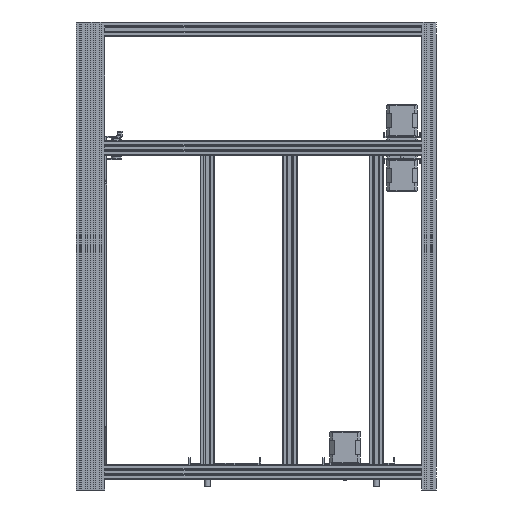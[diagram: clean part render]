
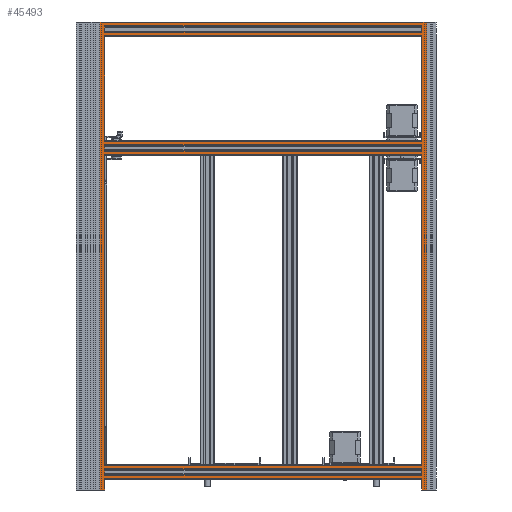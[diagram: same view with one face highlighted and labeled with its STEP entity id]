
A CAD part, left-side view. The second image highlights one B-rep face of the part: STEP entity #45493.
In plain terms, the highlighted planar face has unit normal (-1, 0, 0).
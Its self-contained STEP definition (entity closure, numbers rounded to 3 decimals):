
#369=FACE_BOUND('',#6499,.T.);
#370=FACE_BOUND('',#6500,.T.);
#371=FACE_BOUND('',#6501,.T.);
#372=FACE_BOUND('',#6502,.T.);
#373=FACE_BOUND('',#6503,.T.);
#1766=PLANE('',#49131);
#3923=FACE_OUTER_BOUND('',#6498,.T.);
#6498=EDGE_LOOP('',(#40296,#40297,#40298,#40299,#40300,#40301,#40302,#40303,
#40304,#40305,#40306,#40307));
#6499=EDGE_LOOP('',(#40308,#40309,#40310,#40311));
#6500=EDGE_LOOP('',(#40312,#40313,#40314,#40315));
#6501=EDGE_LOOP('',(#40316,#40317,#40318,#40319));
#6502=EDGE_LOOP('',(#40320,#40321,#40322,#40323));
#6503=EDGE_LOOP('',(#40324,#40325,#40326,#40327));
#8609=LINE('',#66932,#13705);
#9417=LINE('',#69170,#14513);
#9429=LINE('',#69207,#14525);
#9431=LINE('',#69213,#14527);
#9449=LINE('',#69273,#14545);
#9455=LINE('',#69293,#14551);
#9655=LINE('',#69778,#14751);
#9665=LINE('',#69811,#14761);
#9792=LINE('',#70059,#14888);
#10660=LINE('',#72165,#15756);
#10666=LINE('',#72175,#15762);
#10689=LINE('',#72232,#15785);
#10690=LINE('',#72237,#15786);
#10733=LINE('',#72340,#15829);
#10741=LINE('',#72360,#15837);
#10742=LINE('',#72362,#15838);
#11208=LINE('',#73544,#16304);
#11210=LINE('',#73549,#16306);
#11233=LINE('',#73606,#16329);
#11234=LINE('',#73608,#16330);
#11256=LINE('',#73662,#16352);
#11263=LINE('',#73681,#16359);
#11381=LINE('',#73937,#16477);
#11383=LINE('',#73942,#16479);
#11406=LINE('',#73999,#16502);
#11407=LINE('',#74001,#16503);
#11437=LINE('',#74068,#16533);
#11441=LINE('',#74075,#16537);
#11557=LINE('',#74316,#16653);
#11558=LINE('',#74318,#16654);
#11559=LINE('',#74319,#16655);
#11560=LINE('',#74320,#16656);
#13705=VECTOR('',#53537,10.);
#14513=VECTOR('',#55663,10.);
#14525=VECTOR('',#55691,10.);
#14527=VECTOR('',#55695,10.);
#14545=VECTOR('',#55739,10.);
#14551=VECTOR('',#55753,10.);
#14751=VECTOR('',#56127,10.);
#14761=VECTOR('',#56151,10.);
#14888=VECTOR('',#56362,10.);
#15756=VECTOR('',#58206,10.);
#15762=VECTOR('',#58216,10.);
#15785=VECTOR('',#58279,10.);
#15786=VECTOR('',#58284,10.);
#15829=VECTOR('',#58393,10.);
#15837=VECTOR('',#58409,10.);
#15838=VECTOR('',#58412,10.);
#16304=VECTOR('',#59702,10.);
#16306=VECTOR('',#59706,10.);
#16329=VECTOR('',#59769,10.);
#16330=VECTOR('',#59772,10.);
#16352=VECTOR('',#59840,10.);
#16359=VECTOR('',#59855,10.);
#16477=VECTOR('',#60197,10.);
#16479=VECTOR('',#60201,10.);
#16502=VECTOR('',#60264,10.);
#16503=VECTOR('',#60267,10.);
#16533=VECTOR('',#60353,10.);
#16537=VECTOR('',#60361,10.);
#16653=VECTOR('',#60565,10.);
#16654=VECTOR('',#60568,10.);
#16655=VECTOR('',#60569,10.);
#16656=VECTOR('',#60570,10.);
#20138=VERTEX_POINT('',#66929);
#20139=VERTEX_POINT('',#66931);
#20909=VERTEX_POINT('',#69167);
#20910=VERTEX_POINT('',#69169);
#20925=VERTEX_POINT('',#69202);
#20927=VERTEX_POINT('',#69205);
#20929=VERTEX_POINT('',#69210);
#20930=VERTEX_POINT('',#69212);
#20944=VERTEX_POINT('',#69242);
#20959=VERTEX_POINT('',#69271);
#20968=VERTEX_POINT('',#69290);
#20969=VERTEX_POINT('',#69292);
#21166=VERTEX_POINT('',#69775);
#21167=VERTEX_POINT('',#69777);
#21182=VERTEX_POINT('',#69808);
#21183=VERTEX_POINT('',#69810);
#22012=VERTEX_POINT('',#72164);
#22014=VERTEX_POINT('',#72173);
#22028=VERTEX_POINT('',#72230);
#22030=VERTEX_POINT('',#72235);
#22057=VERTEX_POINT('',#72339);
#22065=VERTEX_POINT('',#72358);
#22369=VERTEX_POINT('',#73542);
#22371=VERTEX_POINT('',#73547);
#22385=VERTEX_POINT('',#73604);
#22394=VERTEX_POINT('',#73661);
#22427=VERTEX_POINT('',#73933);
#22430=VERTEX_POINT('',#73940);
#22444=VERTEX_POINT('',#73997);
#22453=VERTEX_POINT('',#74067);
#22534=VERTEX_POINT('',#74312);
#22535=VERTEX_POINT('',#74314);
#25028=EDGE_CURVE('',#20139,#20138,#8609,.T.);
#26167=EDGE_CURVE('',#20910,#20909,#9417,.T.);
#26185=EDGE_CURVE('',#20925,#20927,#9429,.T.);
#26187=EDGE_CURVE('',#20930,#20929,#9431,.T.);
#26217=EDGE_CURVE('',#20944,#20959,#9449,.T.);
#26226=EDGE_CURVE('',#20969,#20968,#9455,.T.);
#26472=EDGE_CURVE('',#21167,#21166,#9655,.T.);
#26488=EDGE_CURVE('',#21182,#21183,#9665,.T.);
#26615=EDGE_CURVE('',#21182,#20969,#9792,.T.);
#27672=EDGE_CURVE('',#22012,#20139,#10660,.T.);
#27679=EDGE_CURVE('',#22014,#21166,#10666,.T.);
#27708=EDGE_CURVE('',#22028,#21167,#10689,.T.);
#27710=EDGE_CURVE('',#22030,#20968,#10690,.T.);
#27762=EDGE_CURVE('',#22012,#22057,#10733,.T.);
#27773=EDGE_CURVE('',#22065,#22030,#10741,.T.);
#27774=EDGE_CURVE('',#22028,#22014,#10742,.T.);
#28370=EDGE_CURVE('',#22369,#20910,#11208,.T.);
#28372=EDGE_CURVE('',#22371,#20959,#11210,.T.);
#28401=EDGE_CURVE('',#22385,#20944,#11233,.T.);
#28402=EDGE_CURVE('',#22057,#20138,#11234,.T.);
#28428=EDGE_CURVE('',#22369,#22394,#11256,.T.);
#28438=EDGE_CURVE('',#22385,#22371,#11263,.T.);
#28567=EDGE_CURVE('',#22427,#20925,#11381,.T.);
#28569=EDGE_CURVE('',#22430,#20929,#11383,.T.);
#28598=EDGE_CURVE('',#22444,#20930,#11406,.T.);
#28599=EDGE_CURVE('',#22394,#20909,#11407,.T.);
#28633=EDGE_CURVE('',#22427,#22453,#11437,.T.);
#28637=EDGE_CURVE('',#22444,#22430,#11441,.T.);
#28757=EDGE_CURVE('',#22534,#22535,#11557,.T.);
#28758=EDGE_CURVE('',#22065,#22534,#11558,.T.);
#28759=EDGE_CURVE('',#22453,#22535,#11559,.T.);
#28760=EDGE_CURVE('',#21183,#20927,#11560,.T.);
#40296=ORIENTED_EDGE('',*,*,#26226,.T.);
#40297=ORIENTED_EDGE('',*,*,#27710,.F.);
#40298=ORIENTED_EDGE('',*,*,#27773,.F.);
#40299=ORIENTED_EDGE('',*,*,#28758,.T.);
#40300=ORIENTED_EDGE('',*,*,#28757,.T.);
#40301=ORIENTED_EDGE('',*,*,#28759,.F.);
#40302=ORIENTED_EDGE('',*,*,#28633,.F.);
#40303=ORIENTED_EDGE('',*,*,#28567,.T.);
#40304=ORIENTED_EDGE('',*,*,#26185,.T.);
#40305=ORIENTED_EDGE('',*,*,#28760,.F.);
#40306=ORIENTED_EDGE('',*,*,#26488,.F.);
#40307=ORIENTED_EDGE('',*,*,#26615,.T.);
#40308=ORIENTED_EDGE('',*,*,#27672,.T.);
#40309=ORIENTED_EDGE('',*,*,#25028,.T.);
#40310=ORIENTED_EDGE('',*,*,#28402,.F.);
#40311=ORIENTED_EDGE('',*,*,#27762,.F.);
#40312=ORIENTED_EDGE('',*,*,#26472,.T.);
#40313=ORIENTED_EDGE('',*,*,#27679,.F.);
#40314=ORIENTED_EDGE('',*,*,#27774,.F.);
#40315=ORIENTED_EDGE('',*,*,#27708,.T.);
#40316=ORIENTED_EDGE('',*,*,#28401,.T.);
#40317=ORIENTED_EDGE('',*,*,#26217,.T.);
#40318=ORIENTED_EDGE('',*,*,#28372,.F.);
#40319=ORIENTED_EDGE('',*,*,#28438,.F.);
#40320=ORIENTED_EDGE('',*,*,#28370,.T.);
#40321=ORIENTED_EDGE('',*,*,#26167,.T.);
#40322=ORIENTED_EDGE('',*,*,#28599,.F.);
#40323=ORIENTED_EDGE('',*,*,#28428,.F.);
#40324=ORIENTED_EDGE('',*,*,#26187,.T.);
#40325=ORIENTED_EDGE('',*,*,#28569,.F.);
#40326=ORIENTED_EDGE('',*,*,#28637,.F.);
#40327=ORIENTED_EDGE('',*,*,#28598,.T.);
#45493=ADVANCED_FACE('',(#3923,#369,#370,#371,#372,#373),#1766,.T.);
#49131=AXIS2_PLACEMENT_3D('',#74317,#60566,#60567);
#53537=DIRECTION('',(0.,0.,1.));
#55663=DIRECTION('',(0.,0.,1.));
#55691=DIRECTION('',(0.,0.,1.));
#55695=DIRECTION('',(0.,0.,1.));
#55739=DIRECTION('',(0.,0.,1.));
#55753=DIRECTION('',(0.,0.,1.));
#56127=DIRECTION('',(0.,0.,1.));
#56151=DIRECTION('',(0.,0.,1.));
#56362=DIRECTION('',(0.,-1.,0.));
#58206=DIRECTION('',(0.,1.,0.));
#58216=DIRECTION('',(0.,1.,0.));
#58279=DIRECTION('',(0.,1.,0.));
#58284=DIRECTION('',(0.,1.,0.));
#58393=DIRECTION('',(0.,0.,1.));
#58409=DIRECTION('',(0.,0.,1.));
#58412=DIRECTION('',(0.,0.,1.));
#59702=DIRECTION('',(0.,1.,0.));
#59706=DIRECTION('',(0.,1.,0.));
#59769=DIRECTION('',(0.,1.,0.));
#59772=DIRECTION('',(0.,1.,0.));
#59840=DIRECTION('',(0.,0.,1.));
#59855=DIRECTION('',(0.,0.,1.));
#60197=DIRECTION('',(0.,1.,0.));
#60201=DIRECTION('',(0.,1.,0.));
#60264=DIRECTION('',(0.,1.,0.));
#60267=DIRECTION('',(0.,1.,0.));
#60353=DIRECTION('',(0.,0.,1.));
#60361=DIRECTION('',(0.,0.,1.));
#60565=DIRECTION('',(0.,0.,1.));
#60566=DIRECTION('center_axis',(-1.,0.,0.));
#60567=DIRECTION('ref_axis',(0.,-1.,0.));
#60568=DIRECTION('',(0.,-1.,0.));
#60569=DIRECTION('',(0.,-1.,0.));
#60570=DIRECTION('',(0.,-1.,0.));
#66929=CARTESIAN_POINT('',(-255.,220.,-19.));
#66931=CARTESIAN_POINT('',(-255.,220.,-451.));
#66932=CARTESIAN_POINT('',(-255.,220.,-485.));
#69167=CARTESIAN_POINT('',(-255.,220.,146.));
#69169=CARTESIAN_POINT('',(-255.,220.,-1.));
#69170=CARTESIAN_POINT('',(-255.,220.,-485.));
#69202=CARTESIAN_POINT('',(-255.,220.,164.));
#69205=CARTESIAN_POINT('',(-255.,220.,165.));
#69207=CARTESIAN_POINT('',(-255.,220.,-485.));
#69210=CARTESIAN_POINT('',(-255.,220.,158.2));
#69212=CARTESIAN_POINT('',(-255.,220.,151.8));
#69213=CARTESIAN_POINT('',(-255.,220.,-485.));
#69242=CARTESIAN_POINT('',(-255.,220.,-13.2));
#69271=CARTESIAN_POINT('',(-255.,220.,-6.8));
#69273=CARTESIAN_POINT('',(-255.,220.,-485.));
#69290=CARTESIAN_POINT('',(-255.,220.,-469.));
#69292=CARTESIAN_POINT('',(-255.,220.,-485.));
#69293=CARTESIAN_POINT('',(-255.,220.,-485.));
#69775=CARTESIAN_POINT('',(-255.,220.,-456.8));
#69777=CARTESIAN_POINT('',(-255.,220.,-463.2));
#69778=CARTESIAN_POINT('',(-255.,220.,-485.));
#69808=CARTESIAN_POINT('',(-255.,226.9,-485.));
#69810=CARTESIAN_POINT('',(-255.,226.9,165.));
#69811=CARTESIAN_POINT('',(-255.,226.9,-485.));
#70059=CARTESIAN_POINT('',(-255.,226.9,-485.));
#72164=CARTESIAN_POINT('',(-255.,-220.,-451.));
#72165=CARTESIAN_POINT('',(-255.,-220.,-451.));
#72173=CARTESIAN_POINT('',(-255.,-220.,-456.8));
#72175=CARTESIAN_POINT('',(-255.,-220.,-456.8));
#72230=CARTESIAN_POINT('',(-255.,-220.,-463.2));
#72232=CARTESIAN_POINT('',(-255.,-220.,-463.2));
#72235=CARTESIAN_POINT('',(-255.,-220.,-469.));
#72237=CARTESIAN_POINT('',(-255.,-220.,-469.));
#72339=CARTESIAN_POINT('',(-255.,-220.,-19.));
#72340=CARTESIAN_POINT('',(-255.,-220.,-485.));
#72358=CARTESIAN_POINT('',(-255.,-220.,-485.));
#72360=CARTESIAN_POINT('',(-255.,-220.,-485.));
#72362=CARTESIAN_POINT('',(-255.,-220.,-485.));
#73542=CARTESIAN_POINT('',(-255.,-220.,-1.));
#73544=CARTESIAN_POINT('',(-255.,-220.,-1.));
#73547=CARTESIAN_POINT('',(-255.,-220.,-6.8));
#73549=CARTESIAN_POINT('',(-255.,-220.,-6.8));
#73604=CARTESIAN_POINT('',(-255.,-220.,-13.2));
#73606=CARTESIAN_POINT('',(-255.,-220.,-13.2));
#73608=CARTESIAN_POINT('',(-255.,-220.,-19.));
#73661=CARTESIAN_POINT('',(-255.,-220.,146.));
#73662=CARTESIAN_POINT('',(-255.,-220.,-485.));
#73681=CARTESIAN_POINT('',(-255.,-220.,-485.));
#73933=CARTESIAN_POINT('',(-255.,-220.,164.));
#73937=CARTESIAN_POINT('',(-255.,-220.,164.));
#73940=CARTESIAN_POINT('',(-255.,-220.,158.2));
#73942=CARTESIAN_POINT('',(-255.,-220.,158.2));
#73997=CARTESIAN_POINT('',(-255.,-220.,151.8));
#73999=CARTESIAN_POINT('',(-255.,-220.,151.8));
#74001=CARTESIAN_POINT('',(-255.,-220.,146.));
#74067=CARTESIAN_POINT('',(-255.,-220.,165.));
#74068=CARTESIAN_POINT('',(-255.,-220.,-485.));
#74075=CARTESIAN_POINT('',(-255.,-220.,-485.));
#74312=CARTESIAN_POINT('',(-255.,-226.9,-485.));
#74314=CARTESIAN_POINT('',(-255.,-226.9,165.));
#74316=CARTESIAN_POINT('',(-255.,-226.9,-485.));
#74317=CARTESIAN_POINT('Origin',(-255.,-220.,-485.));
#74318=CARTESIAN_POINT('',(-255.,-220.,-485.));
#74319=CARTESIAN_POINT('',(-255.,-220.,165.));
#74320=CARTESIAN_POINT('',(-255.,226.9,165.));
